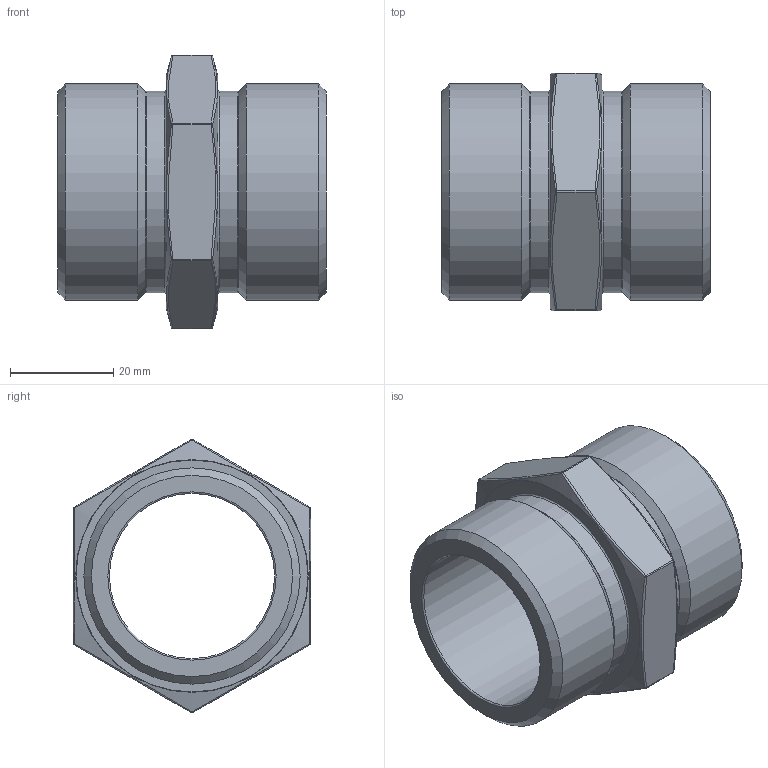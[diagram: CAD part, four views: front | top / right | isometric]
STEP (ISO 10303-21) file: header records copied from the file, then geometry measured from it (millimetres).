
FILE_DESCRIPTION (( 'STEP AP214' ), '1' );
FILE_NAME ('DN-114-6KZ-I 2308.STEP', '2023-08-07T13:08:04', ( '' ), ( '' ), 'SwSTEP 2.0', 'SolidWorks 2019', '' );
FILE_SCHEMA (( 'AUTOMOTIVE_DESIGN' ));
Length unit declared in the file: millimetre
Products named in the file (1): DN-114-6KZ-I 2308
Bounding box: 52 x 46 x 53.02 mm (x, y, z)
Volume: 32245 mm3; surface area: 14405.6 mm2
Topology: 1 solids, 1 shells, 233 faces, 580 edges, 365 vertices
Faces by surface type: plane 133, bspline 63, sphere 12, cylinder 11, torus 8, cone 6
Full cylindrical faces by diameter (mm): 32 x1, 39 x2, 41.91 x2
Entity records: 11558 total; most frequent: CARTESIAN_POINT 4681, ORIENTED_EDGE 1100, DIRECTION 824, EDGE_CURVE 550, VECTOR 366, LINE 366, VERTEX_POINT 362, EDGE_LOOP 278
